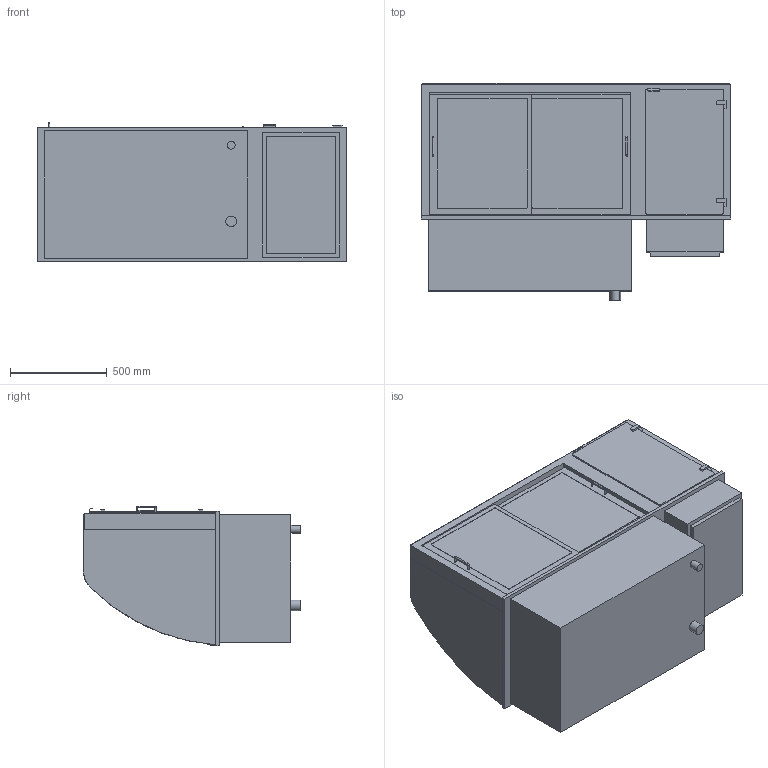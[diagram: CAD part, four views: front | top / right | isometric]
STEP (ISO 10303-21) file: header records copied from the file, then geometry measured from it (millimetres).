
FILE_DESCRIPTION(/* description */ ('Kombinationsvitrine kalt/warm eigengekühlt'),/* implementation_level */ '2;1');
FILE_NAME(/* name */ '3D-AKE-00009277.stp',/* time_stamp */ '2024-09-26T15:43:03+02:00',/* author */ ('marina.schachner'),/* organization */ (''),/* preprocessor_version */ 'ST-DEVELOPER v20',/* originating_system */ 'Autodesk Inventor 2024',/* authorisation */ '');
FILE_SCHEMA (('AUTOMOTIVE_DESIGN { 1 0 10303 214 3 1 1 }'));
Length unit declared in the file: millimetre
Products named in the file (1): 3D-AKE-00009275
Bounding box: 1600 x 1122 x 721.99 mm (x, y, z)
Volume: 188770490.2 mm3; surface area: 21906858.2 mm2
Topology: 72 solids, 72 shells, 677 faces, 1573 edges, 1048 vertices
Faces by surface type: plane 537, cylinder 136, torus 4
Full cylindrical faces by diameter (mm): 8 x6, 10 x6, 40 x1, 55 x1
Entity records: 19127 total; most frequent: CARTESIAN_POINT 3299, DIRECTION 3215, ORIENTED_EDGE 3146, EDGE_CURVE 1573, LINE 1287, VECTOR 1287, VERTEX_POINT 1048, AXIS2_PLACEMENT_3D 964
